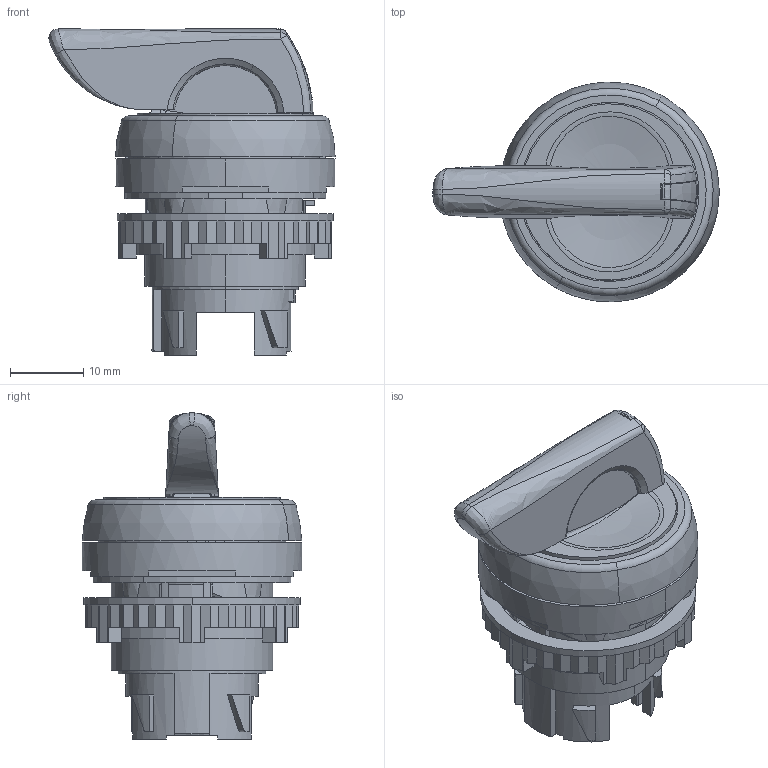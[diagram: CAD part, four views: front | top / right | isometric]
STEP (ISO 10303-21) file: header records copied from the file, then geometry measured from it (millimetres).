
FILE_DESCRIPTION(('CATIA V5 STEP Exchange','CAx-IF Rec.Pracs.--- Model Styling and Organization---1.2---2011-12-15'),'2;1');
FILE_NAME('L21MT03.stp','2018-03-01T13:29:48+00:00',('none'),('none'),'CATIA Version 5-6 Release 2014 SP7','CATIA V5 STEP AP214','none');
FILE_SCHEMA(('AUTOMOTIVE_DESIGN { 1 0 10303 214 1 1 1 1 }'));
Length unit declared in the file: millimetre
Products named in the file (9): L21MT03; 074226001 essais; 056017000; 032160000; 034367000 essais 2; 054543000; 051905000; 051904000; 054539000
Assembly tree (8 placements, depth 2):
  L21MT03
    074226001 essais
    056017000
    032160000
    034367000 essais 2
    054543000
    051905000
    051904000
    054539000
Bounding box: 38.97 x 29.9 x 44.39 mm (x, y, z)
Volume: 10176.7 mm3; surface area: 14343.6 mm2
Topology: 8 solids, 8 shells, 1095 faces, 3094 edges, 2002 vertices
Faces by surface type: plane 535, cylinder 320, torus 93, bspline 73, cone 50, extrusion 12, sphere 12
Entity records: 39005 total; most frequent: CARTESIAN_POINT 12981, ORIENTED_EDGE 6160, DIRECTION 3974, EDGE_CURVE 3080, VERTEX_POINT 2002, AXIS2_PLACEMENT_3D 1662, VECTOR 1545, LINE 1533
